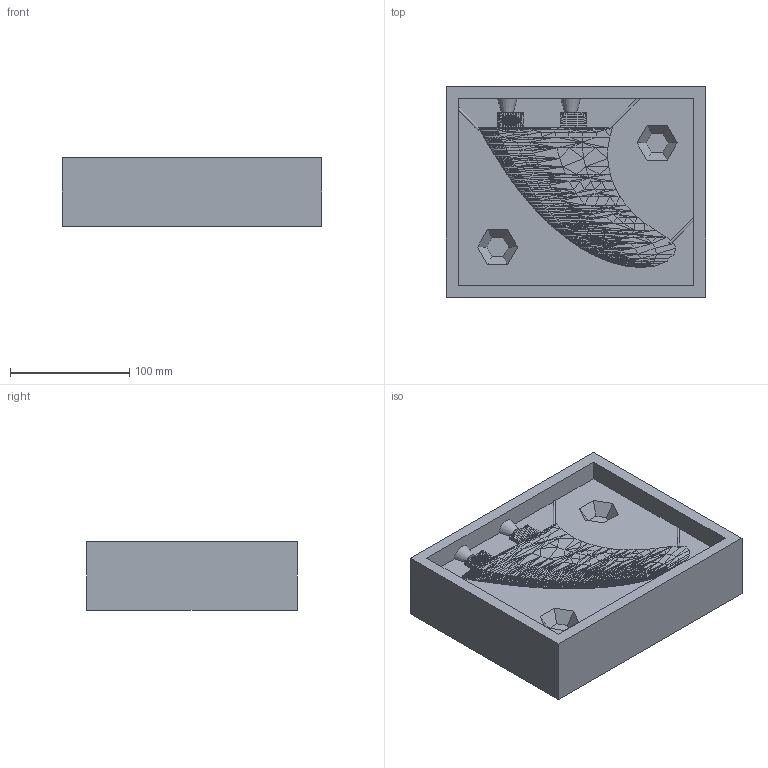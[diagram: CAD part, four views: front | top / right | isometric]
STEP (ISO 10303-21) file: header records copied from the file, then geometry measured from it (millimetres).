
FILE_DESCRIPTION(/* description */ (''),/* implementation_level */ '2;1');
FILE_NAME(/* name */ 'w10_fin02.step',/* time_stamp */ '2018-06-11T11:32:38+02:00',/* author */ (''),/* organization */ (''),/* preprocessor_version */ 'ST-DEVELOPER v17',/* originating_system */ 'Autodesk Translation Framework v7.1.0.215',/* authorisation */ '');
FILE_SCHEMA (('AUTOMOTIVE_DESIGN { 1 0 10303 214 3 1 1 }'));
Products named in the file (1): fin02
Bounding box: 217 x 176 x 57 mm (x, y, z)
Surface area: 96761.9 mm2 (no closed solid volume)
Topology: 0 solids, 1 shells, 7848 faces, 14226 edges, 6378 vertices
Faces by surface type: plane 6687, bspline 1148, cylinder 11, cone 2
Entity records: 175209 total; most frequent: CARTESIAN_POINT 31991, ORIENTED_EDGE 28442, DIRECTION 27624, EDGE_CURVE 14225, LINE 14176, VECTOR 14176, EDGE_LOOP 7850, FACE_OUTER_BOUND 7847
